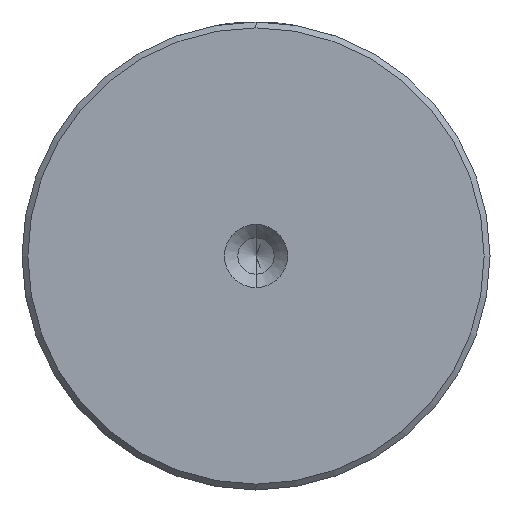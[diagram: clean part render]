
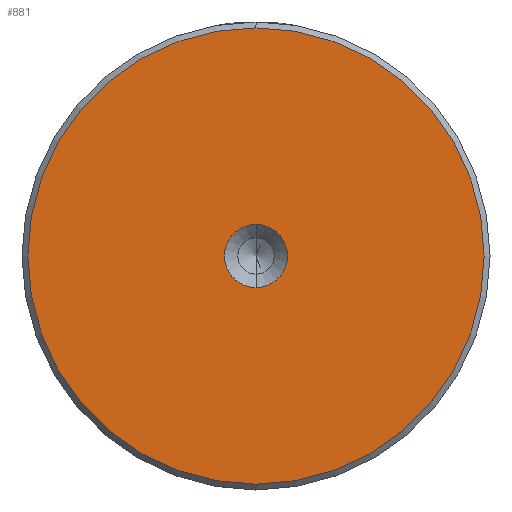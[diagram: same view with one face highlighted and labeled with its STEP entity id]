
A CAD part, left-side view. The second image highlights one B-rep face of the part: STEP entity #881.
In plain terms, the highlighted planar face has unit normal (-1, 0, 0).
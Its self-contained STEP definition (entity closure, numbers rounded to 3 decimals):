
#45 = CIRCLE ( 'NONE', #951, 19.5 ) ;
#105 = AXIS2_PLACEMENT_3D ( 'NONE', #1007, #643, #835 ) ;
#185 = DIRECTION ( 'NONE',  ( -1., 0., 0. ) ) ;
#244 = CARTESIAN_POINT ( 'NONE',  ( 0., 0., 0. ) ) ;
#388 = DIRECTION ( 'NONE',  ( -1., 0., 0. ) ) ;
#424 = DIRECTION ( 'NONE',  ( 0., 0., 1. ) ) ;
#430 = VERTEX_POINT ( 'NONE', #1631 ) ;
#431 = FACE_OUTER_BOUND ( 'NONE', #1250, .T. ) ;
#493 = EDGE_CURVE ( 'NONE', #1362, #574, #45, .T. ) ;
#574 = VERTEX_POINT ( 'NONE', #842 ) ;
#617 = ORIENTED_EDGE ( 'NONE', *, *, #1678, .F. ) ;
#643 = DIRECTION ( 'NONE',  ( -1., 0., 0. ) ) ;
#661 = CIRCLE ( 'NONE', #1380, 19.5 ) ;
#835 = DIRECTION ( 'NONE',  ( 0., 0., 1. ) ) ;
#842 = CARTESIAN_POINT ( 'NONE',  ( 0., 0., 19.5 ) ) ;
#860 = ORIENTED_EDGE ( 'NONE', *, *, #1393, .T. ) ;
#880 = CIRCLE ( 'NONE', #1622, 2.7 ) ;
#881 = ADVANCED_FACE ( 'NONE', ( #431, #904 ), #1519, .T. ) ;
#904 = FACE_BOUND ( 'NONE', #1863, .T. ) ;
#926 = VERTEX_POINT ( 'NONE', #1042 ) ;
#951 = AXIS2_PLACEMENT_3D ( 'NONE', #1802, #1655, #1644 ) ;
#1007 = CARTESIAN_POINT ( 'NONE',  ( 0., 0., 0. ) ) ;
#1042 = CARTESIAN_POINT ( 'NONE',  ( 0., 0., -2.7 ) ) ;
#1234 = CARTESIAN_POINT ( 'NONE',  ( 0., 0., 0. ) ) ;
#1250 = EDGE_LOOP ( 'NONE', ( #1574, #860 ) ) ;
#1362 = VERTEX_POINT ( 'NONE', #1365 ) ;
#1365 = CARTESIAN_POINT ( 'NONE',  ( 0., 0., -19.5 ) ) ;
#1380 = AXIS2_PLACEMENT_3D ( 'NONE', #1234, #185, #1417 ) ;
#1393 = EDGE_CURVE ( 'NONE', #574, #1362, #661, .T. ) ;
#1417 = DIRECTION ( 'NONE',  ( 0., 0., 1. ) ) ;
#1454 = CARTESIAN_POINT ( 'NONE',  ( 0., 0., 0. ) ) ;
#1471 = AXIS2_PLACEMENT_3D ( 'NONE', #244, #1484, #424 ) ;
#1484 = DIRECTION ( 'NONE',  ( -1., 0., 0. ) ) ;
#1519 = PLANE ( 'NONE',  #105 ) ;
#1574 = ORIENTED_EDGE ( 'NONE', *, *, #493, .T. ) ;
#1617 = DIRECTION ( 'NONE',  ( 0., 0., 1. ) ) ;
#1622 = AXIS2_PLACEMENT_3D ( 'NONE', #1454, #388, #1617 ) ;
#1631 = CARTESIAN_POINT ( 'NONE',  ( 0., 0., 2.7 ) ) ;
#1644 = DIRECTION ( 'NONE',  ( 0., 0., 1. ) ) ;
#1655 = DIRECTION ( 'NONE',  ( -1., 0., 0. ) ) ;
#1678 = EDGE_CURVE ( 'NONE', #926, #430, #880, .T. ) ;
#1802 = CARTESIAN_POINT ( 'NONE',  ( 0., 0., 0. ) ) ;
#1824 = CIRCLE ( 'NONE', #1471, 2.7 ) ;
#1863 = EDGE_LOOP ( 'NONE', ( #2112, #617 ) ) ;
#1888 = EDGE_CURVE ( 'NONE', #430, #926, #1824, .T. ) ;
#2112 = ORIENTED_EDGE ( 'NONE', *, *, #1888, .F. ) ;
